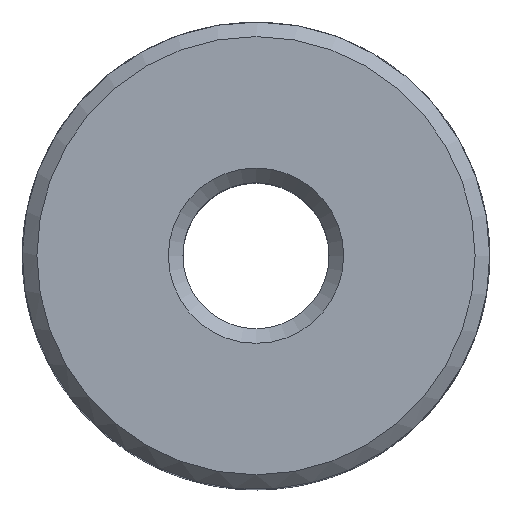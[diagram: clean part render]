
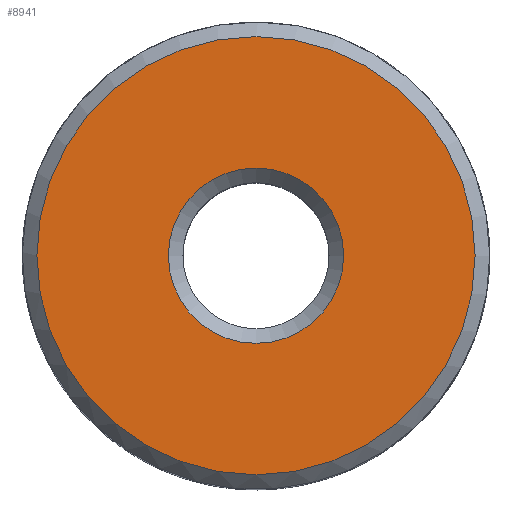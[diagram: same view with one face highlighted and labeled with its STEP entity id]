
A CAD part, top view. The second image highlights one B-rep face of the part: STEP entity #8941.
In plain terms, the highlighted planar face has unit normal (0, 0, 1).
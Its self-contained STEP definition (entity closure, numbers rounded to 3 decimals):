
#8849=CARTESIAN_POINT('',(3.0,0.,6.));
#8850=VERTEX_POINT('',#8849);
#8851=CARTESIAN_POINT('',(0.0,0.0,6.));
#8852=DIRECTION('',(0.0,0.0,1.0));
#8853=DIRECTION('',(-1.0,0.0,0.0));
#8854=AXIS2_PLACEMENT_3D('',#8851,#8852,#8853);
#8855=CIRCLE('',#8854,3.0);
#8856=EDGE_CURVE('',#8850,#8850,#8855,.T.);
#8922=CARTESIAN_POINT('',(0.0,0.0,6.));
#8923=DIRECTION('',(0.0,0.0,-1.0));
#8924=DIRECTION('',(-1.0,0.0,0.0));
#8925=AXIS2_PLACEMENT_3D('',#8922,#8923,#8924);
#8926=PLANE('',#8925);
#8927=CARTESIAN_POINT('',(7.5,0.,6.));
#8928=VERTEX_POINT('',#8927);
#8929=CARTESIAN_POINT('',(0.0,0.0,6.));
#8930=DIRECTION('',(0.0,0.0,-1.0));
#8931=DIRECTION('',(-1.0,0.0,0.0));
#8932=AXIS2_PLACEMENT_3D('',#8929,#8930,#8931);
#8933=CIRCLE('',#8932,7.5);
#8934=EDGE_CURVE('',#8928,#8928,#8933,.T.);
#8935=ORIENTED_EDGE('',*,*,#8934,.F.);
#8936=EDGE_LOOP('',(#8935));
#8937=FACE_OUTER_BOUND('',#8936,.T.);
#8938=ORIENTED_EDGE('',*,*,#8856,.F.);
#8939=EDGE_LOOP('',(#8938));
#8940=FACE_BOUND('',#8939,.T.);
#8941=ADVANCED_FACE('',(#8937,#8940),#8926,.F.);
